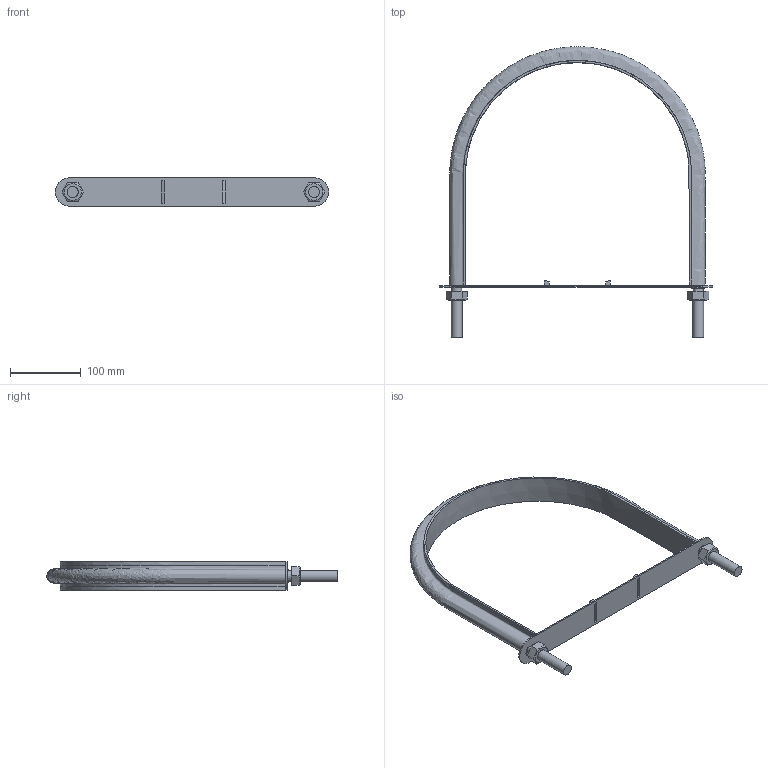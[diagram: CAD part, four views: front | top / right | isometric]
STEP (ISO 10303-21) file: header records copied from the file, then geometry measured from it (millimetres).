
FILE_DESCRIPTION( ( 'STEP AP203' ), '1' );
FILE_NAME( 'TP250.step', '2022-07-14T09:17:04', ( ' ' ), ( ' ' ), 'XStep 1.0', ' ', ' ' );
FILE_SCHEMA( ( 'CONFIG_CONTROL_DESIGN' ) );
Length unit declared in the file: millimetre
Products named in the file (5): 1; 2; 3; 4; 5
Bounding box: 386 x 410.25 x 40 mm (x, y, z)
Volume: 591056.4 mm3; surface area: 216547.7 mm2
Topology: 5 solids, 5 shells, 79 faces, 180 edges, 118 vertices
Faces by surface type: plane 53, cylinder 12, cone 6, extrusion 5, bspline 3
Full cylindrical faces by diameter (mm): 13.835 x2, 15.5 x2, 16 x1, 17.8 x1
Entity records: 4104 total; most frequent: CARTESIAN_POINT 2189, ORIENTED_EDGE 324, DIRECTION 323, EDGE_CURVE 162, VERTEX_POINT 116, EDGE_LOOP 112, VECTOR 111, AXIS2_PLACEMENT_3D 106
